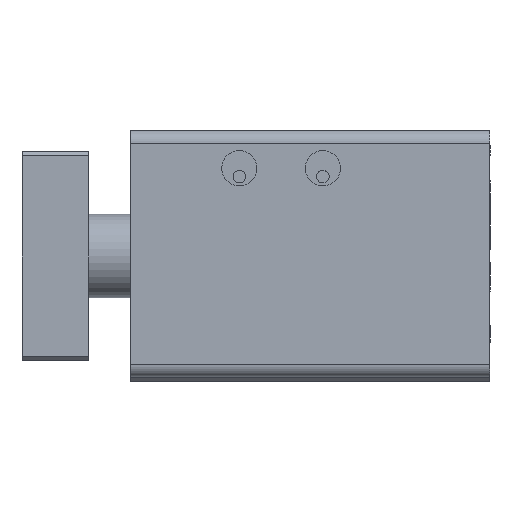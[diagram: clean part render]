
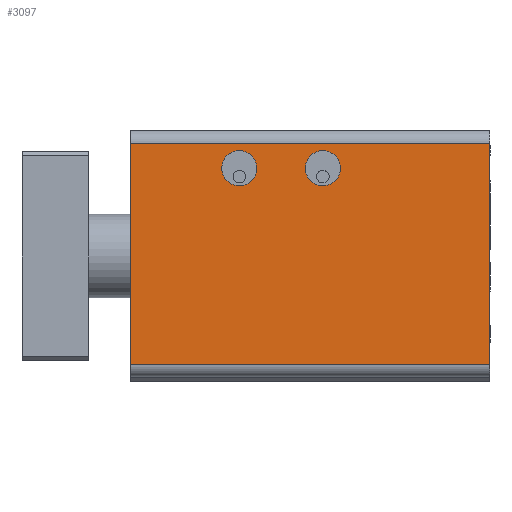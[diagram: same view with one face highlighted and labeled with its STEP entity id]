
A CAD part, front view. The second image highlights one B-rep face of the part: STEP entity #3097.
In plain terms, the highlighted planar face has unit normal (0, -1, 0).
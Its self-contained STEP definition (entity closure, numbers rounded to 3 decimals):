
#28=CARTESIAN_POINT('',(226.,-32.,13.5));
#29=VERTEX_POINT('Vertex8',#28);
#37=CARTESIAN_POINT('',(226.,-32.,-13.));
#38=VERTEX_POINT('Vertex9',#37);
#39=CARTESIAN_POINT('',(226.,-32.,0.25));
#40=DIRECTION('',(0.,0.,-1.));
#41=VECTOR('',#40,1.);
#42=LINE('nurbsCrv8',#39,#41);
#43=EDGE_CURVE('Edge8',#29,#38,#42,.T.);
#810=CARTESIAN_POINT('',(183.,-32.,13.5));
#811=VERTEX_POINT('Vertex94',#810);
#1433=CARTESIAN_POINT('',(183.,-32.,-13.));
#1434=VERTEX_POINT('Vertex172',#1433);
#1442=CARTESIAN_POINT('',(183.,-32.,0.25));
#1443=DIRECTION('',(0.,0.,-1.));
#1444=VECTOR('',#1443,1.);
#1445=LINE('nurbsCrv172',#1442,#1444);
#1446=EDGE_CURVE('Edge172',#811,#1434,#1445,.T.);
#2392=CARTESIAN_POINT('',(193.9,-32.,10.5));
#2393=VERTEX_POINT('Vertex215',#2392);
#2394=CARTESIAN_POINT('',(196.,-32.,10.5));
#2395=DIRECTION('',(0.,1.,0.));
#2396=DIRECTION('',(-1.,0.,0.));
#2397=AXIS2_PLACEMENT_3D('',#2394,#2395,#2396);
#2398=CIRCLE('nurbsCrv225',#2397,2.1);
#2399=EDGE_CURVE('Edge225',#2393,#2393,#2398,.T.);
#2489=CARTESIAN_POINT('',(203.9,-32.,10.5));
#2490=VERTEX_POINT('Vertex219',#2489);
#2491=CARTESIAN_POINT('',(206.,-32.,10.5));
#2492=DIRECTION('',(0.,1.,0.));
#2493=DIRECTION('',(-1.,0.,0.));
#2494=AXIS2_PLACEMENT_3D('',#2491,#2492,#2493);
#2495=CIRCLE('nurbsCrv229',#2494,2.1);
#2496=EDGE_CURVE('Edge229',#2490,#2490,#2495,.T.);
#3070=ORIENTED_EDGE('Edgeuse348',*,*,#1446,.T.);
#3071=CARTESIAN_POINT('',(204.5,-32.,-13.));
#3072=DIRECTION('',(-1.,0.,0.));
#3073=VECTOR('',#3072,1.);
#3074=LINE('nurbsCrv256',#3071,#3073);
#3075=EDGE_CURVE('Edge256',#38,#1434,#3074,.T.);
#3076=ORIENTED_EDGE('Edgeuse349',*,*,#3075,.F.);
#3077=ORIENTED_EDGE('Edgeuse350',*,*,#43,.F.);
#3078=CARTESIAN_POINT('',(204.5,-32.,13.5));
#3079=DIRECTION('',(-1.,0.,0.));
#3080=VECTOR('',#3079,1.);
#3081=LINE('nurbsCrv257',#3078,#3080);
#3082=EDGE_CURVE('Edge257',#29,#811,#3081,.T.);
#3083=ORIENTED_EDGE('Edgeuse351',*,*,#3082,.T.);
#3084=EDGE_LOOP('',(#3070,#3076,#3077,#3083));
#3085=FACE_OUTER_BOUND('',#3084,.T.);
#3086=ORIENTED_EDGE('Edgeuse346',*,*,#2399,.T.);
#3087=EDGE_LOOP('',(#3086));
#3088=FACE_BOUND('',#3087,.T.);
#3089=ORIENTED_EDGE('Edgeuse347',*,*,#2496,.T.);
#3090=EDGE_LOOP('',(#3089));
#3091=FACE_BOUND('',#3090,.T.);
#3092=CARTESIAN_POINT('',(204.5,-32.,0.25));
#3093=DIRECTION('',(0.,-1.,0.));
#3094=DIRECTION('',(0.,0.,-1.));
#3095=AXIS2_PLACEMENT_3D('',#3092,#3093,#3094);
#3096=PLANE('nurbsSrf74',#3095);
#3097=ADVANCED_FACE('Face74',(#3085,#3088,#3091),#3096,.T.);
